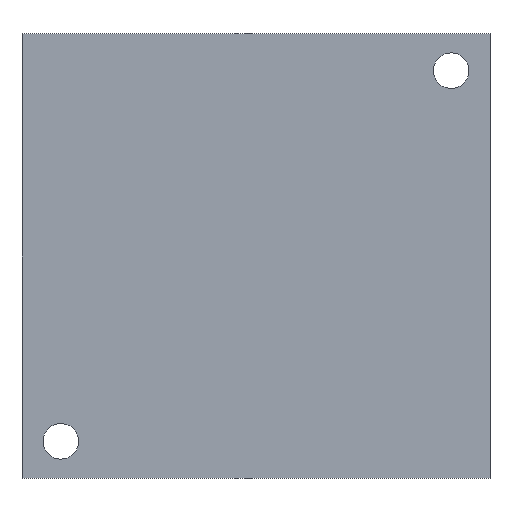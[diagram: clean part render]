
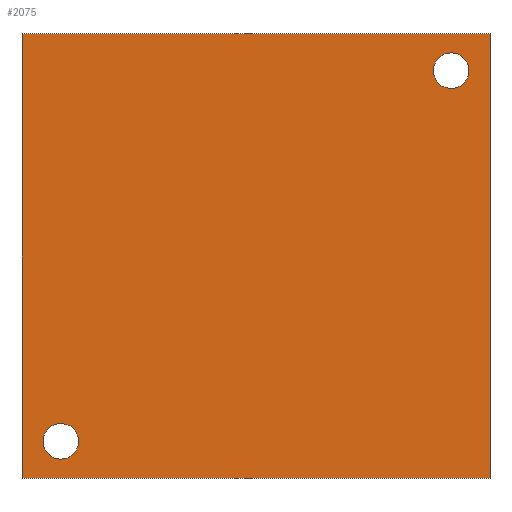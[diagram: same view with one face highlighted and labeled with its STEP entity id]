
A CAD part, front view. The second image highlights one B-rep face of the part: STEP entity #2075.
In plain terms, the highlighted planar face has unit normal (0, -1, 0).
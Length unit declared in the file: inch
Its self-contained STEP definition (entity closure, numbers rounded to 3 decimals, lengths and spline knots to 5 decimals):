
#330 = FACE_BOUND ( 'NONE', #6725, .T. ) ;
#369 = DIRECTION ( 'NONE',  ( 0., 0., -1. ) ) ;
#477 = CARTESIAN_POINT ( 'NONE',  ( 0.65661, 0., 0.68355 ) ) ;
#606 = DIRECTION ( 'NONE',  ( 0., 0., 1. ) ) ;
#742 = VERTEX_POINT ( 'NONE', #14313 ) ;
#754 = CIRCLE ( 'NONE', #7100, 0.06 ) ;
#764 = VECTOR ( 'NONE', #6393, 39.37008 ) ;
#914 = DIRECTION ( 'NONE',  ( 0., 0., 1. ) ) ;
#1098 = CARTESIAN_POINT ( 'NONE',  ( -0.7874, 0., 0.74803 ) ) ;
#1445 = DIRECTION ( 'NONE',  ( 0., -1., 0. ) ) ;
#1688 = EDGE_CURVE ( 'NONE', #13826, #10507, #12841, .T. ) ;
#1814 = CIRCLE ( 'NONE', #11858, 0.06 ) ;
#1925 = DIRECTION ( 'NONE',  ( 0., 0., 1. ) ) ;
#2075 = ADVANCED_FACE ( 'NONE', ( #330, #10367, #4866 ), #13855, .T. ) ;
#2175 = CARTESIAN_POINT ( 'NONE',  ( -0.65661, 0., -0.62355 ) ) ;
#2567 = CARTESIAN_POINT ( 'NONE',  ( -0.65661, 0., -0.62355 ) ) ;
#3230 = CARTESIAN_POINT ( 'NONE',  ( -0.7874, 0., -0.74803 ) ) ;
#3713 = VERTEX_POINT ( 'NONE', #477 ) ;
#3841 = AXIS2_PLACEMENT_3D ( 'NONE', #13513, #11475, #6832 ) ;
#3869 = DIRECTION ( 'NONE',  ( 0., 0., -1. ) ) ;
#4788 = CARTESIAN_POINT ( 'NONE',  ( -0.65661, 0., -0.68355 ) ) ;
#4866 = FACE_OUTER_BOUND ( 'NONE', #13525, .T. ) ;
#5503 = CARTESIAN_POINT ( 'NONE',  ( -0.7874, 0., 0.74803 ) ) ;
#5551 = EDGE_CURVE ( 'NONE', #5784, #6696, #13041, .T. ) ;
#5665 = ORIENTED_EDGE ( 'NONE', *, *, #13277, .T. ) ;
#5675 = CARTESIAN_POINT ( 'NONE',  ( 0.7874, 0., 0.74803 ) ) ;
#5784 = VERTEX_POINT ( 'NONE', #7289 ) ;
#6393 = DIRECTION ( 'NONE',  ( -1., 0., 0. ) ) ;
#6696 = VERTEX_POINT ( 'NONE', #4788 ) ;
#6725 = EDGE_LOOP ( 'NONE', ( #13179, #10750 ) ) ;
#6832 = DIRECTION ( 'NONE',  ( 0., 0., 1. ) ) ;
#7100 = AXIS2_PLACEMENT_3D ( 'NONE', #11732, #13925, #606 ) ;
#7289 = CARTESIAN_POINT ( 'NONE',  ( -0.65661, 0., -0.56355 ) ) ;
#7633 = DIRECTION ( 'NONE',  ( 1., 0., 0. ) ) ;
#8013 = EDGE_CURVE ( 'NONE', #742, #3713, #13388, .T. ) ;
#8698 = DIRECTION ( 'NONE',  ( 0., 1., 0. ) ) ;
#8875 = LINE ( 'NONE', #1098, #13675 ) ;
#8949 = EDGE_LOOP ( 'NONE', ( #5665, #10080 ) ) ;
#9259 = CARTESIAN_POINT ( 'NONE',  ( 0.7874, 0., -0.74803 ) ) ;
#9333 = EDGE_CURVE ( 'NONE', #9630, #14308, #9839, .T. ) ;
#9630 = VERTEX_POINT ( 'NONE', #3230 ) ;
#9839 = LINE ( 'NONE', #5503, #10156 ) ;
#10080 = ORIENTED_EDGE ( 'NONE', *, *, #8013, .T. ) ;
#10156 = VECTOR ( 'NONE', #1925, 39.37008 ) ;
#10367 = FACE_BOUND ( 'NONE', #8949, .T. ) ;
#10481 = CARTESIAN_POINT ( 'NONE',  ( 0.7874, 0., 0.74803 ) ) ;
#10507 = VERTEX_POINT ( 'NONE', #9259 ) ;
#10741 = AXIS2_PLACEMENT_3D ( 'NONE', #11528, #1445, #3869 ) ;
#10750 = ORIENTED_EDGE ( 'NONE', *, *, #11801, .T. ) ;
#10834 = EDGE_CURVE ( 'NONE', #14308, #13826, #8875, .T. ) ;
#10955 = CARTESIAN_POINT ( 'NONE',  ( -0.7874, 0., -0.74803 ) ) ;
#11243 = ORIENTED_EDGE ( 'NONE', *, *, #10834, .F. ) ;
#11475 = DIRECTION ( 'NONE',  ( 0., 1., 0. ) ) ;
#11481 = DIRECTION ( 'NONE',  ( 0., 1., 0. ) ) ;
#11528 = CARTESIAN_POINT ( 'NONE',  ( 0., 0., 0. ) ) ;
#11547 = DIRECTION ( 'NONE',  ( 0., 0., 1. ) ) ;
#11656 = VECTOR ( 'NONE', #369, 39.37008 ) ;
#11732 = CARTESIAN_POINT ( 'NONE',  ( 0.65661, 0., 0.62355 ) ) ;
#11801 = EDGE_CURVE ( 'NONE', #6696, #5784, #1814, .T. ) ;
#11848 = ORIENTED_EDGE ( 'NONE', *, *, #13502, .F. ) ;
#11858 = AXIS2_PLACEMENT_3D ( 'NONE', #2567, #11481, #11547 ) ;
#12841 = LINE ( 'NONE', #10481, #11656 ) ;
#12968 = ORIENTED_EDGE ( 'NONE', *, *, #9333, .F. ) ;
#12984 = LINE ( 'NONE', #10955, #764 ) ;
#13041 = CIRCLE ( 'NONE', #13286, 0.06 ) ;
#13179 = ORIENTED_EDGE ( 'NONE', *, *, #5551, .T. ) ;
#13277 = EDGE_CURVE ( 'NONE', #3713, #742, #754, .T. ) ;
#13286 = AXIS2_PLACEMENT_3D ( 'NONE', #2175, #8698, #914 ) ;
#13388 = CIRCLE ( 'NONE', #3841, 0.06 ) ;
#13502 = EDGE_CURVE ( 'NONE', #10507, #9630, #12984, .T. ) ;
#13508 = ORIENTED_EDGE ( 'NONE', *, *, #1688, .F. ) ;
#13513 = CARTESIAN_POINT ( 'NONE',  ( 0.65661, 0., 0.62355 ) ) ;
#13525 = EDGE_LOOP ( 'NONE', ( #13508, #11243, #12968, #11848 ) ) ;
#13675 = VECTOR ( 'NONE', #7633, 39.37008 ) ;
#13826 = VERTEX_POINT ( 'NONE', #5675 ) ;
#13855 = PLANE ( 'NONE',  #10741 ) ;
#13925 = DIRECTION ( 'NONE',  ( 0., 1., 0. ) ) ;
#14051 = CARTESIAN_POINT ( 'NONE',  ( -0.7874, 0., 0.74803 ) ) ;
#14308 = VERTEX_POINT ( 'NONE', #14051 ) ;
#14313 = CARTESIAN_POINT ( 'NONE',  ( 0.65661, 0., 0.56355 ) ) ;
